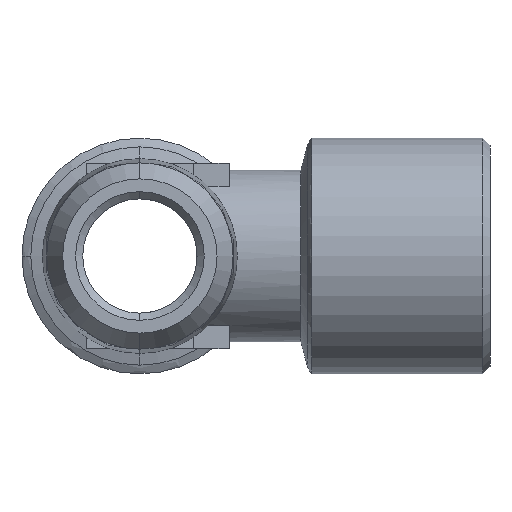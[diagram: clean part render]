
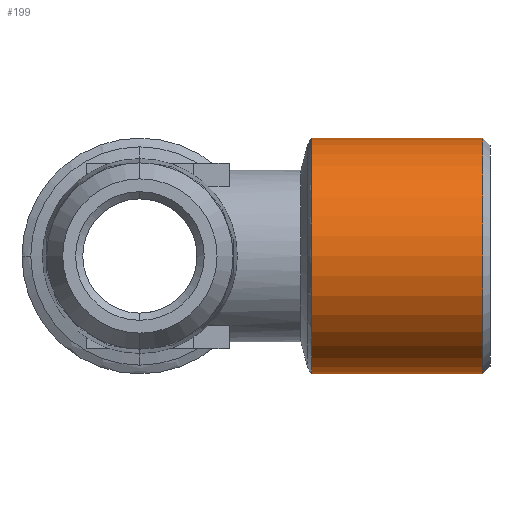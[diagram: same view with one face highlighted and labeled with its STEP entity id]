
A CAD part, left-side view. The second image highlights one B-rep face of the part: STEP entity #199.
In plain terms, the highlighted cylindrical face has radius 8.25 mm (diameter 16.5 mm), a partial arc.
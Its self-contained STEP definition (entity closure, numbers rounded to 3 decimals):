
#10 = EDGE_CURVE ( 'NONE', #1302, #538, #674, .T. ) ;
#134 = CARTESIAN_POINT ( 'NONE',  ( 0., 13.467, 8.25 ) ) ;
#151 = CARTESIAN_POINT ( 'NONE',  ( 0., 1.5, -8.25 ) ) ;
#199 = ADVANCED_FACE ( 'NONE', ( #910 ), #534, .T. ) ;
#304 = LINE ( 'NONE', #1341, #1619 ) ;
#353 = ORIENTED_EDGE ( 'NONE', *, *, #605, .F. ) ;
#374 = DIRECTION ( 'NONE',  ( 0., 1., 0. ) ) ;
#468 = CARTESIAN_POINT ( 'NONE',  ( 0., 1., -8.25 ) ) ;
#534 = CYLINDRICAL_SURFACE ( 'NONE', #1914, 8.25 ) ;
#538 = VERTEX_POINT ( 'NONE', #1886 ) ;
#562 = CARTESIAN_POINT ( 'NONE',  ( 0., 1., 0. ) ) ;
#605 = EDGE_CURVE ( 'NONE', #987, #538, #976, .T. ) ;
#674 = CIRCLE ( 'NONE', #1584, 8.25 ) ;
#723 = DIRECTION ( 'NONE',  ( 0., 1., 0. ) ) ;
#767 = EDGE_LOOP ( 'NONE', ( #353, #1748, #1121, #2017 ) ) ;
#882 = EDGE_CURVE ( 'NONE', #987, #1365, #906, .T. ) ;
#906 = CIRCLE ( 'NONE', #1309, 8.25 ) ;
#910 = FACE_OUTER_BOUND ( 'NONE', #767, .T. ) ;
#976 = LINE ( 'NONE', #468, #1078 ) ;
#987 = VERTEX_POINT ( 'NONE', #151 ) ;
#1078 = VECTOR ( 'NONE', #1094, 1000. ) ;
#1094 = DIRECTION ( 'NONE',  ( 0., 1., 0. ) ) ;
#1121 = ORIENTED_EDGE ( 'NONE', *, *, #1771, .T. ) ;
#1302 = VERTEX_POINT ( 'NONE', #134 ) ;
#1309 = AXIS2_PLACEMENT_3D ( 'NONE', #1812, #1322, #1503 ) ;
#1322 = DIRECTION ( 'NONE',  ( 0., 1., 0. ) ) ;
#1341 = CARTESIAN_POINT ( 'NONE',  ( 0., 1., 8.25 ) ) ;
#1365 = VERTEX_POINT ( 'NONE', #1658 ) ;
#1503 = DIRECTION ( 'NONE',  ( 0., 0., -1. ) ) ;
#1549 = DIRECTION ( 'NONE',  ( 0., -1., 0. ) ) ;
#1584 = AXIS2_PLACEMENT_3D ( 'NONE', #1698, #1549, #1860 ) ;
#1619 = VECTOR ( 'NONE', #374, 1000. ) ;
#1658 = CARTESIAN_POINT ( 'NONE',  ( 0., 1.5, 8.25 ) ) ;
#1689 = DIRECTION ( 'NONE',  ( 0., 0., 1. ) ) ;
#1698 = CARTESIAN_POINT ( 'NONE',  ( 0., 13.467, 0. ) ) ;
#1748 = ORIENTED_EDGE ( 'NONE', *, *, #882, .T. ) ;
#1771 = EDGE_CURVE ( 'NONE', #1365, #1302, #304, .T. ) ;
#1812 = CARTESIAN_POINT ( 'NONE',  ( 0., 1.5, 0. ) ) ;
#1860 = DIRECTION ( 'NONE',  ( 0., 0., 1. ) ) ;
#1886 = CARTESIAN_POINT ( 'NONE',  ( 0., 13.467, -8.25 ) ) ;
#1914 = AXIS2_PLACEMENT_3D ( 'NONE', #562, #723, #1689 ) ;
#2017 = ORIENTED_EDGE ( 'NONE', *, *, #10, .T. ) ;
